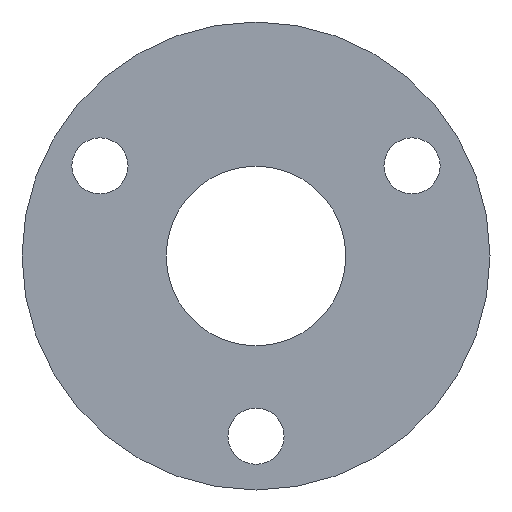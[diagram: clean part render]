
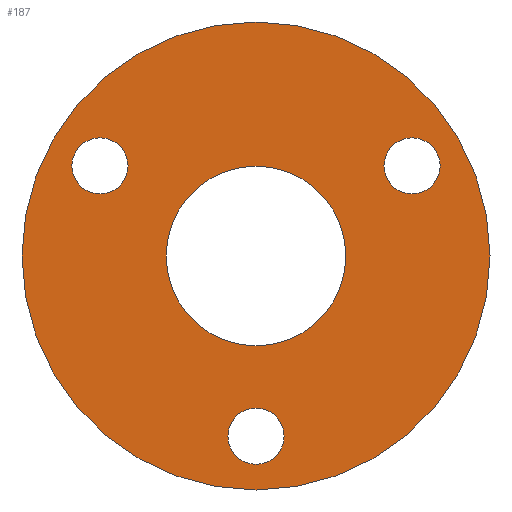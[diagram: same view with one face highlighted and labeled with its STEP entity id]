
A CAD part, front view. The second image highlights one B-rep face of the part: STEP entity #187.
In plain terms, the highlighted planar face has unit normal (0, -1, 0).
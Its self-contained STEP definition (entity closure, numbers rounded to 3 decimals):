
#6 = DIRECTION ( 'NONE',  ( 0., 1., 0. ) ) ;
#9 = FACE_OUTER_BOUND ( 'NONE', #360, .T. ) ;
#23 = DIRECTION ( 'NONE',  ( 0., 0., 1. ) ) ;
#24 = AXIS2_PLACEMENT_3D ( 'NONE', #295, #6, #185 ) ;
#34 = CARTESIAN_POINT ( 'NONE',  ( 0., 0., 0. ) ) ;
#48 = DIRECTION ( 'NONE',  ( 0., 0., 1. ) ) ;
#70 = ORIENTED_EDGE ( 'NONE', *, *, #127, .T. ) ;
#72 = AXIS2_PLACEMENT_3D ( 'NONE', #421, #216, #590 ) ;
#76 = ORIENTED_EDGE ( 'NONE', *, *, #550, .T. ) ;
#82 = VERTEX_POINT ( 'NONE', #367 ) ;
#89 = VERTEX_POINT ( 'NONE', #273 ) ;
#92 = FACE_BOUND ( 'NONE', #488, .T. ) ;
#104 = VERTEX_POINT ( 'NONE', #598 ) ;
#107 = DIRECTION ( 'NONE',  ( 0., 0., 1. ) ) ;
#121 = CIRCLE ( 'NONE', #362, 6. ) ;
#124 = DIRECTION ( 'NONE',  ( 0., 1., 0. ) ) ;
#127 = EDGE_CURVE ( 'NONE', #429, #89, #441, .T. ) ;
#129 = DIRECTION ( 'NONE',  ( 0., 1., 0. ) ) ;
#145 = EDGE_CURVE ( 'NONE', #444, #322, #510, .T. ) ;
#150 = AXIS2_PLACEMENT_3D ( 'NONE', #526, #601, #294 ) ;
#153 = AXIS2_PLACEMENT_3D ( 'NONE', #384, #287, #48 ) ;
#157 = ORIENTED_EDGE ( 'NONE', *, *, #578, .T. ) ;
#171 = EDGE_CURVE ( 'NONE', #82, #451, #553, .T. ) ;
#180 = AXIS2_PLACEMENT_3D ( 'NONE', #346, #531, #245 ) ;
#181 = AXIS2_PLACEMENT_3D ( 'NONE', #544, #124, #23 ) ;
#185 = DIRECTION ( 'NONE',  ( 0., 0., 1. ) ) ;
#187 = ADVANCED_FACE ( 'NONE', ( #92, #9, #336, #331, #487 ), #524, .F. ) ;
#189 = ORIENTED_EDGE ( 'NONE', *, *, #220, .T. ) ;
#191 = DIRECTION ( 'NONE',  ( 0., 0., 1. ) ) ;
#194 = ORIENTED_EDGE ( 'NONE', *, *, #252, .T. ) ;
#208 = CIRCLE ( 'NONE', #372, 19.2 ) ;
#209 = AXIS2_PLACEMENT_3D ( 'NONE', #549, #511, #419 ) ;
#212 = EDGE_LOOP ( 'NONE', ( #481, #189 ) ) ;
#216 = DIRECTION ( 'NONE',  ( 0., 1., 0. ) ) ;
#220 = EDGE_CURVE ( 'NONE', #451, #82, #240, .T. ) ;
#223 = CARTESIAN_POINT ( 'NONE',  ( 0., 0., -38.5 ) ) ;
#230 = VERTEX_POINT ( 'NONE', #564 ) ;
#232 = CARTESIAN_POINT ( 'NONE',  ( 0., 0., -50. ) ) ;
#233 = EDGE_CURVE ( 'NONE', #558, #418, #404, .T. ) ;
#240 = CIRCLE ( 'NONE', #24, 6. ) ;
#245 = DIRECTION ( 'NONE',  ( 0., 0., 1. ) ) ;
#252 = EDGE_CURVE ( 'NONE', #89, #429, #208, .T. ) ;
#258 = CARTESIAN_POINT ( 'NONE',  ( 0., 0., 50. ) ) ;
#259 = EDGE_LOOP ( 'NONE', ( #76, #157 ) ) ;
#264 = EDGE_CURVE ( 'NONE', #322, #444, #457, .T. ) ;
#273 = CARTESIAN_POINT ( 'NONE',  ( 0., 0., 19.2 ) ) ;
#287 = DIRECTION ( 'NONE',  ( 0., 1., 0. ) ) ;
#294 = DIRECTION ( 'NONE',  ( 0., 0., 1. ) ) ;
#295 = CARTESIAN_POINT ( 'NONE',  ( 33.342, 0., 19.25 ) ) ;
#296 = ORIENTED_EDGE ( 'NONE', *, *, #363, .T. ) ;
#318 = DIRECTION ( 'NONE',  ( 0., 0., 1. ) ) ;
#322 = VERTEX_POINT ( 'NONE', #232 ) ;
#331 = FACE_BOUND ( 'NONE', #259, .T. ) ;
#336 = FACE_BOUND ( 'NONE', #212, .T. ) ;
#346 = CARTESIAN_POINT ( 'NONE',  ( 0., 0., 0. ) ) ;
#360 = EDGE_LOOP ( 'NONE', ( #532, #406 ) ) ;
#362 = AXIS2_PLACEMENT_3D ( 'NONE', #223, #381, #434 ) ;
#363 = EDGE_CURVE ( 'NONE', #418, #558, #373, .T. ) ;
#367 = CARTESIAN_POINT ( 'NONE',  ( 33.342, 0., 13.25 ) ) ;
#372 = AXIS2_PLACEMENT_3D ( 'NONE', #388, #428, #107 ) ;
#373 = CIRCLE ( 'NONE', #181, 6. ) ;
#381 = DIRECTION ( 'NONE',  ( 0., 1., 0. ) ) ;
#384 = CARTESIAN_POINT ( 'NONE',  ( 0., 0., 0. ) ) ;
#388 = CARTESIAN_POINT ( 'NONE',  ( 0., 0., 0. ) ) ;
#396 = EDGE_LOOP ( 'NONE', ( #296, #522 ) ) ;
#404 = CIRCLE ( 'NONE', #482, 6. ) ;
#406 = ORIENTED_EDGE ( 'NONE', *, *, #145, .F. ) ;
#418 = VERTEX_POINT ( 'NONE', #493 ) ;
#419 = DIRECTION ( 'NONE',  ( 0., 0., 1. ) ) ;
#421 = CARTESIAN_POINT ( 'NONE',  ( 33.342, 0., 19.25 ) ) ;
#428 = DIRECTION ( 'NONE',  ( 0., 1., 0. ) ) ;
#429 = VERTEX_POINT ( 'NONE', #542 ) ;
#434 = DIRECTION ( 'NONE',  ( 0., 0., 1. ) ) ;
#438 = DIRECTION ( 'NONE',  ( 0., 1., 0. ) ) ;
#441 = CIRCLE ( 'NONE', #534, 19.2 ) ;
#444 = VERTEX_POINT ( 'NONE', #258 ) ;
#450 = CARTESIAN_POINT ( 'NONE',  ( 33.342, 0., 25.25 ) ) ;
#451 = VERTEX_POINT ( 'NONE', #450 ) ;
#457 = CIRCLE ( 'NONE', #180, 50. ) ;
#475 = CARTESIAN_POINT ( 'NONE',  ( -33.342, 0., 25.25 ) ) ;
#481 = ORIENTED_EDGE ( 'NONE', *, *, #171, .T. ) ;
#482 = AXIS2_PLACEMENT_3D ( 'NONE', #574, #438, #191 ) ;
#487 = FACE_BOUND ( 'NONE', #396, .T. ) ;
#488 = EDGE_LOOP ( 'NONE', ( #70, #194 ) ) ;
#493 = CARTESIAN_POINT ( 'NONE',  ( -33.342, 0., 13.25 ) ) ;
#510 = CIRCLE ( 'NONE', #209, 50. ) ;
#511 = DIRECTION ( 'NONE',  ( 0., 1., 0. ) ) ;
#522 = ORIENTED_EDGE ( 'NONE', *, *, #233, .T. ) ;
#524 = PLANE ( 'NONE',  #153 ) ;
#526 = CARTESIAN_POINT ( 'NONE',  ( 0., 0., -38.5 ) ) ;
#531 = DIRECTION ( 'NONE',  ( 0., 1., 0. ) ) ;
#532 = ORIENTED_EDGE ( 'NONE', *, *, #264, .F. ) ;
#534 = AXIS2_PLACEMENT_3D ( 'NONE', #34, #129, #318 ) ;
#542 = CARTESIAN_POINT ( 'NONE',  ( 0., 0., -19.2 ) ) ;
#544 = CARTESIAN_POINT ( 'NONE',  ( -33.342, 0., 19.25 ) ) ;
#549 = CARTESIAN_POINT ( 'NONE',  ( 0., 0., 0. ) ) ;
#550 = EDGE_CURVE ( 'NONE', #104, #230, #121, .T. ) ;
#553 = CIRCLE ( 'NONE', #72, 6. ) ;
#558 = VERTEX_POINT ( 'NONE', #475 ) ;
#564 = CARTESIAN_POINT ( 'NONE',  ( 0., 0., -32.5 ) ) ;
#572 = CIRCLE ( 'NONE', #150, 6. ) ;
#574 = CARTESIAN_POINT ( 'NONE',  ( -33.342, 0., 19.25 ) ) ;
#578 = EDGE_CURVE ( 'NONE', #230, #104, #572, .T. ) ;
#590 = DIRECTION ( 'NONE',  ( 0., 0., 1. ) ) ;
#598 = CARTESIAN_POINT ( 'NONE',  ( 0., 0., -44.5 ) ) ;
#601 = DIRECTION ( 'NONE',  ( 0., 1., 0. ) ) ;
